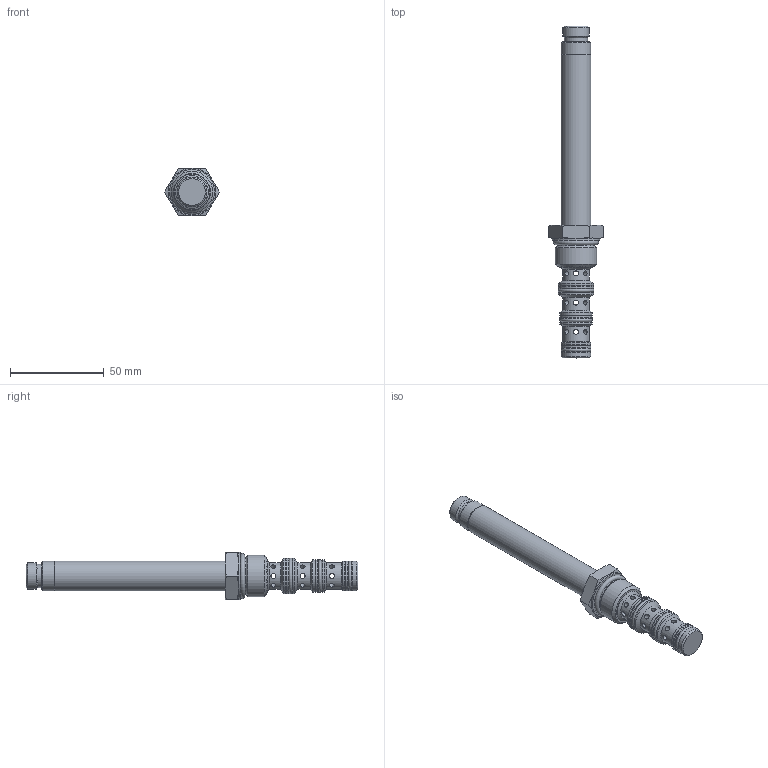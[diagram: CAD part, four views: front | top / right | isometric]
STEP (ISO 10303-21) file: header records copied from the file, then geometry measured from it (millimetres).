
FILE_DESCRIPTION((''),'2;1');
FILE_NAME('dsv-100-34c-n_10172-03_RD.stp','2012-05-29T08:26:10',('mmartin'),(''),'Autodesk Inventor 2010','Autodesk Inventor 2010','');
FILE_SCHEMA(('AUTOMOTIVE_DESIGN { 1 0 10303 214 1 1 1 1 }'));
Length unit declared in the file: inch
Products named in the file (1): 10172-03_Shrinkwrap
Bounding box: 29.33 x 177.48 x 25.4 mm (x, y, z)
Volume: 39074.2 mm3; surface area: 13387.7 mm2
Topology: 4 solids, 4 shells, 127 faces, 311 edges, 173 vertices
Faces by surface type: cylinder 54, cone 32, torus 16, plane 16, bspline 9
Full cylindrical faces by diameter (mm): 2.692 x24, 12.395 x1, 13.056 x2, 13.157 x1, 14.275 x3, 14.288 x1, 14.63 x2, 14.732 x1, 15.723 x1, 15.799 x2, 15.85 x1, 15.875 x1, 16.231 x2, 16.332 x1, 17.374 x3, 17.463 x1, 18.974 x2, 19.05 x1, 19.622 x2, 22.225 x1, 25.4 x1
Entity records: 4004 total; most frequent: CARTESIAN_POINT 1623, DIRECTION 482, ORIENTED_EDGE 346, EDGE_LOOP 258, AXIS2_PLACEMENT_3D 238, EDGE_CURVE 173, VERTEX_POINT 137, FACE_BOUND 131
